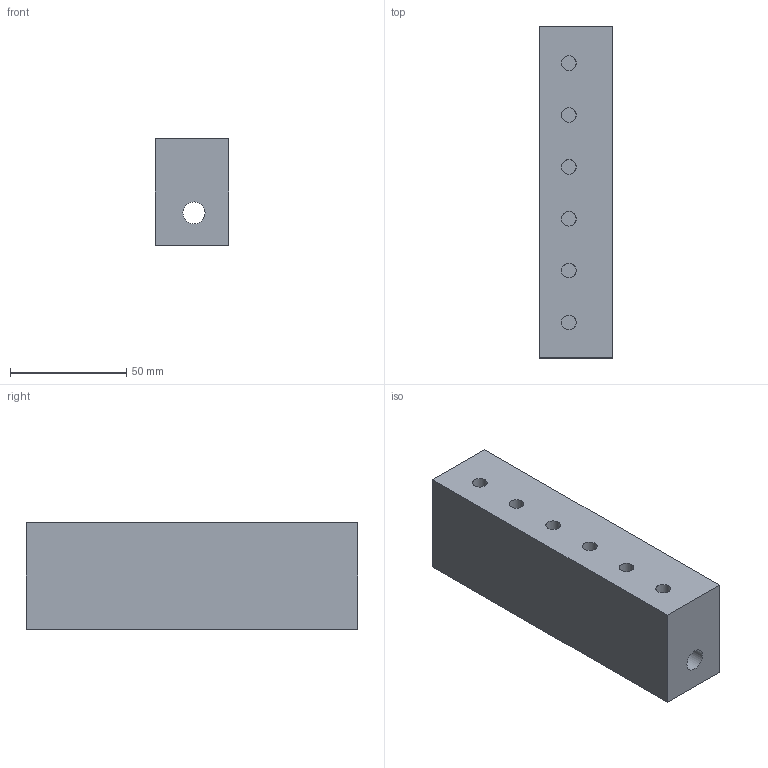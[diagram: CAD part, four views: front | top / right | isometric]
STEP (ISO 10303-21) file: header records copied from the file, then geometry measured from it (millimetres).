
FILE_DESCRIPTION(/* description */ (''),/* implementation_level */ '2;1');
FILE_NAME(/* name */ 'SX10_manifold6.stp',/* time_stamp */ '2019-01-11T13:56:17-08:00',/* author */ ('Brian'),/* organization */ (''),/* preprocessor_version */ 'ST-DEVELOPER v17',/* originating_system */ 'Autodesk Inventor 2019',/* authorisation */ '');
FILE_SCHEMA (('AUTOMOTIVE_DESIGN { 1 0 10303 214 3 1 1 }'));
Length unit declared in the file: inch
Products named in the file (1): SX10_manifold6
Bounding box: 31.75 x 143 x 46 mm (x, y, z)
Volume: 191132.9 mm3; surface area: 35261.4 mm2
Topology: 1 solids, 1 shells, 55 faces, 184 edges, 137 vertices
Faces by surface type: cylinder 31, plane 12, cone 12
Full cylindrical faces by diameter (mm): 3 x12, 4 x12, 6.35 x6, 9.525 x1
Entity records: 2527 total; most frequent: CARTESIAN_POINT 767, DIRECTION 365, ORIENTED_EDGE 344, EDGE_CURVE 172, AXIS2_PLACEMENT_3D 155, VERTEX_POINT 137, EDGE_LOOP 99, CIRCLE 99
